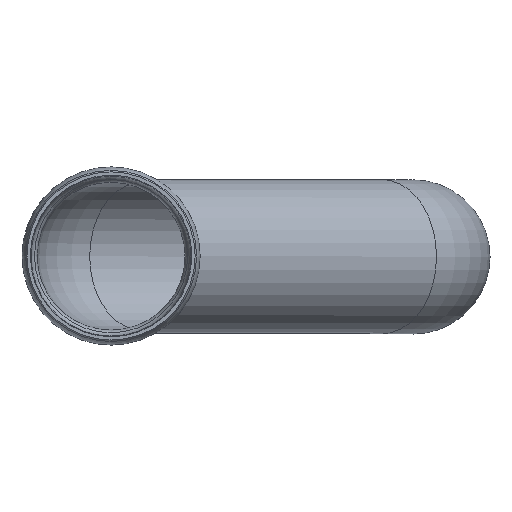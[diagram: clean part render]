
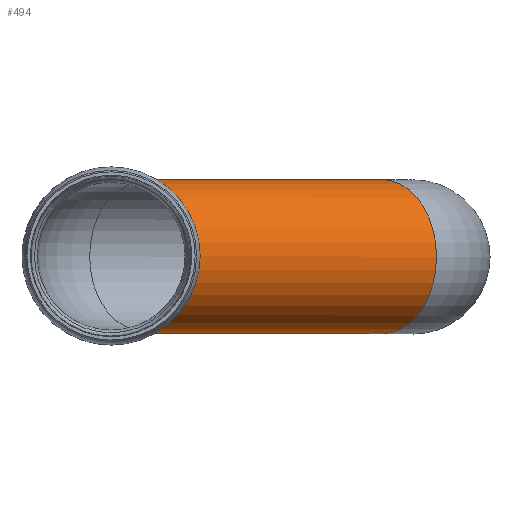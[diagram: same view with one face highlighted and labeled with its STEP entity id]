
A CAD part, top view. The second image highlights one B-rep face of the part: STEP entity #494.
In plain terms, the highlighted cylindrical face has radius 510 mm (diameter 1020 mm), a full revolution.
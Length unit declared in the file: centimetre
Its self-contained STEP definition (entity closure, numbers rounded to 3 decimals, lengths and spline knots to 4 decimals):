
#42=CYLINDRICAL_SURFACE('',#584,51.);
#71=FACE_OUTER_BOUND('',#103,.T.);
#103=EDGE_LOOP('',(#451,#452,#453,#454,#455));
#118=LINE('',#931,#132);
#132=VECTOR('',#777,51.);
#189=CIRCLE('',#582,51.);
#190=CIRCLE('',#583,51.);
#191=CIRCLE('',#585,51.);
#236=VERTEX_POINT('',#924);
#237=VERTEX_POINT('',#926);
#238=VERTEX_POINT('',#930);
#308=EDGE_CURVE('',#236,#237,#189,.T.);
#309=EDGE_CURVE('',#237,#236,#190,.T.);
#310=EDGE_CURVE('',#237,#238,#118,.T.);
#311=EDGE_CURVE('',#238,#238,#191,.T.);
#451=ORIENTED_EDGE('',*,*,#309,.F.);
#452=ORIENTED_EDGE('',*,*,#310,.T.);
#453=ORIENTED_EDGE('',*,*,#311,.T.);
#454=ORIENTED_EDGE('',*,*,#310,.F.);
#455=ORIENTED_EDGE('',*,*,#308,.F.);
#494=ADVANCED_FACE('',(#71),#42,.T.);
#582=AXIS2_PLACEMENT_3D('',#927,#771,#772);
#583=AXIS2_PLACEMENT_3D('',#928,#773,#774);
#584=AXIS2_PLACEMENT_3D('',#929,#775,#776);
#585=AXIS2_PLACEMENT_3D('',#932,#778,#779);
#771=DIRECTION('center_axis',(-0.707,0.,0.707));
#772=DIRECTION('ref_axis',(0.707,0.,0.707));
#773=DIRECTION('center_axis',(-0.707,0.,0.707));
#774=DIRECTION('ref_axis',(0.707,0.,0.707));
#775=DIRECTION('center_axis',(-0.707,0.,0.707));
#776=DIRECTION('ref_axis',(0.707,0.,0.707));
#777=DIRECTION('',(0.707,0.,-0.707));
#778=DIRECTION('center_axis',(-0.707,0.,0.707));
#779=DIRECTION('ref_axis',(0.707,0.,0.707));
#924=CARTESIAN_POINT('',(-143.435,0.,339.5549));
#926=CARTESIAN_POINT('',(-215.5599,0.,267.43));
#927=CARTESIAN_POINT('Origin',(-179.4975,0.,303.4924));
#928=CARTESIAN_POINT('Origin',(-179.4975,0.,303.4924));
#929=CARTESIAN_POINT('Origin',(-20.5025,0.,144.4975));
#930=CARTESIAN_POINT('',(-56.565,0.,108.435));
#931=CARTESIAN_POINT('',(-56.565,0.,108.435));
#932=CARTESIAN_POINT('Origin',(-20.5025,0.,144.4975));
